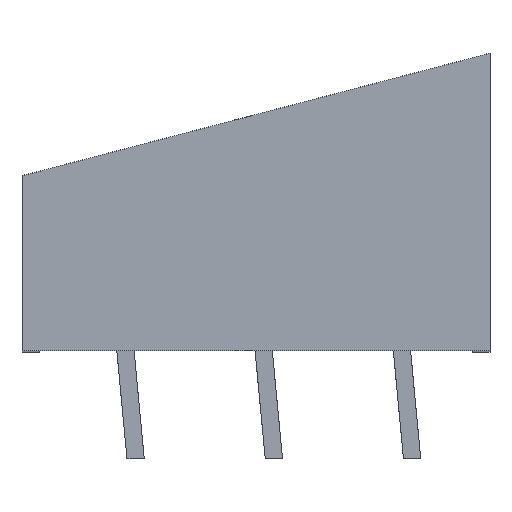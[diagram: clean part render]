
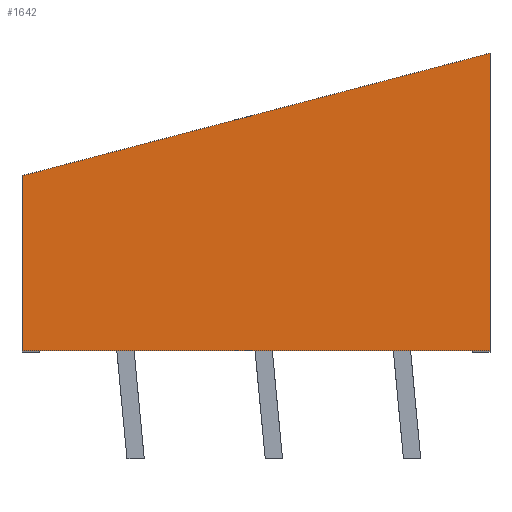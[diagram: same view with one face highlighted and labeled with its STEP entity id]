
A CAD part, top view. The second image highlights one B-rep face of the part: STEP entity #1642.
In plain terms, the highlighted free-form (B-spline) face has degree [1, 1] with [2, 2] control points.
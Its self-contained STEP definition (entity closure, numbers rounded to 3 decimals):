
#1607=(
BOUNDED_SURFACE()
B_SPLINE_SURFACE(1,1,((#1608,#1609),(#1610,#1611)),.UNSPECIFIED.,.F.,.F.,.F.)
B_SPLINE_SURFACE_WITH_KNOTS((2,2),(2,2),(0.000,1.000),(0.000,1.000),.UNSPECIFIED.)
GEOMETRIC_REPRESENTATION_ITEM()
RATIONAL_B_SPLINE_SURFACE(((1.,1.),(1.,1.)))
REPRESENTATION_ITEM('')
SURFACE()
);
#1608=CARTESIAN_POINT('',(-68.,62.978,141.));
#1609=CARTESIAN_POINT('',(68.,62.978,141.));
#1610=CARTESIAN_POINT('',(-68.,-23.5,141.));
#1611=CARTESIAN_POINT('',(68.,-23.5,141.));
#1612=CARTESIAN_POINT('',(68.,-23.5,141.));
#1613=VERTEX_POINT('',#1612);
#1614=(
BOUNDED_CURVE()
B_SPLINE_CURVE(1,(#1615,#1616),.UNSPECIFIED.,.F.,.F.)
B_SPLINE_CURVE_WITH_KNOTS((2,2),(0.000,1.000),.UNSPECIFIED.)
CURVE()
GEOMETRIC_REPRESENTATION_ITEM()
RATIONAL_B_SPLINE_CURVE((1.,1.))
REPRESENTATION_ITEM('')
);
#1615=CARTESIAN_POINT('',(68.,-23.5,141.));
#1616=CARTESIAN_POINT('',(-68.,-23.5,141.));
#1617=CARTESIAN_POINT('',(-68.,-23.5,141.));
#1618=VERTEX_POINT('',#1617);
#1619=EDGE_CURVE('',#1613,#1618,#1614,.T.);
#1620=ORIENTED_EDGE('',*,*,#1619,.T.);
#1621=(
BOUNDED_CURVE()
B_SPLINE_CURVE(1,(#1622,#1623),.UNSPECIFIED.,.F.,.F.)
B_SPLINE_CURVE_WITH_KNOTS((2,2),(0.000,1.000),.UNSPECIFIED.)
CURVE()
GEOMETRIC_REPRESENTATION_ITEM()
RATIONAL_B_SPLINE_CURVE((1.,1.))
REPRESENTATION_ITEM('')
);
#1622=CARTESIAN_POINT('',(-68.,-23.5,141.));
#1623=CARTESIAN_POINT('',(-68.,27.359,141.));
#1624=CARTESIAN_POINT('',(-68.,27.359,141.));
#1625=VERTEX_POINT('',#1624);
#1626=EDGE_CURVE('',#1618,#1625,#1621,.T.);
#1627=ORIENTED_EDGE('',*,*,#1626,.T.);
#1628=(
BOUNDED_CURVE()
B_SPLINE_CURVE(1,(#1629,#1630),.UNSPECIFIED.,.F.,.F.)
B_SPLINE_CURVE_WITH_KNOTS((2,2),(0.000,1.000),.UNSPECIFIED.)
CURVE()
GEOMETRIC_REPRESENTATION_ITEM()
RATIONAL_B_SPLINE_CURVE((1.,1.))
REPRESENTATION_ITEM('')
);
#1629=CARTESIAN_POINT('',(-68.,27.359,141.));
#1630=CARTESIAN_POINT('',(68.,62.978,141.));
#1631=CARTESIAN_POINT('',(68.,62.978,141.));
#1632=VERTEX_POINT('',#1631);
#1633=EDGE_CURVE('',#1625,#1632,#1628,.T.);
#1634=ORIENTED_EDGE('',*,*,#1633,.T.);
#1635=(
BOUNDED_CURVE()
B_SPLINE_CURVE(1,(#1636,#1637),.UNSPECIFIED.,.F.,.F.)
B_SPLINE_CURVE_WITH_KNOTS((2,2),(0.000,1.000),.UNSPECIFIED.)
CURVE()
GEOMETRIC_REPRESENTATION_ITEM()
RATIONAL_B_SPLINE_CURVE((1.,1.))
REPRESENTATION_ITEM('')
);
#1636=CARTESIAN_POINT('',(68.,62.978,141.));
#1637=CARTESIAN_POINT('',(68.,-23.5,141.));
#1638=EDGE_CURVE('',#1632,#1613,#1635,.T.);
#1639=ORIENTED_EDGE('',*,*,#1638,.T.);
#1640=EDGE_LOOP('',(#1620,#1627,#1634,#1639));
#1641=FACE_OUTER_BOUND('',#1640,.T.);
#1642=ADVANCED_FACE('',(#1641),#1607,.T.);
